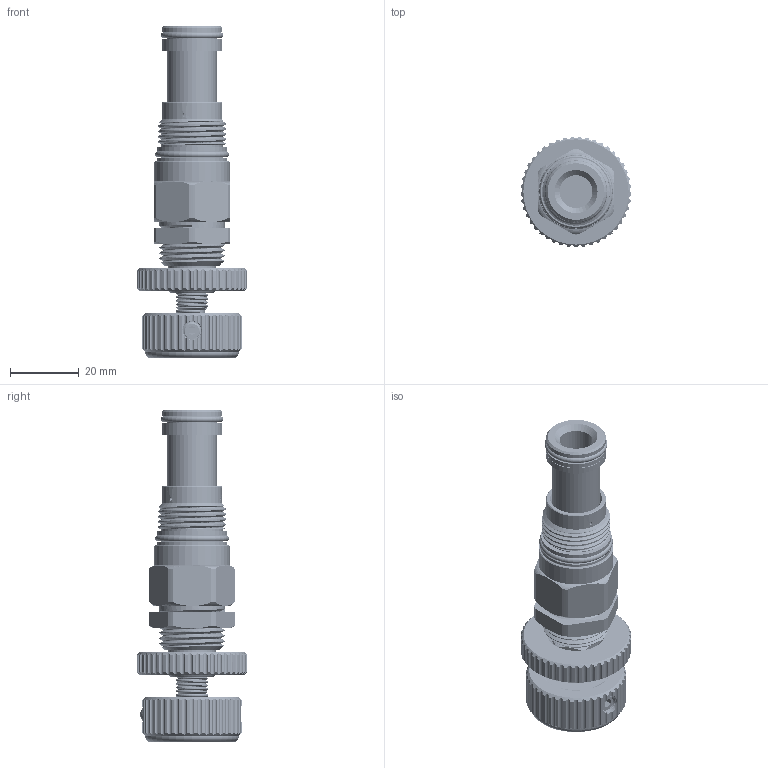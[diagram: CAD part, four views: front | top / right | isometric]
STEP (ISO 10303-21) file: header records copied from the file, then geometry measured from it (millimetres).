
FILE_DESCRIPTION (( 'STEP AP203' ), '1' );
FILE_NAME ('RD10A21-KF.STEP', '2016-08-01T01:34:14', ( '' ), ( '' ), 'SwSTEP 2.0', 'SolidWorks 2012', '' );
FILE_SCHEMA (( 'CONFIG_CONTROL_DESIGN' ));
Products named in the file (1): RD10A21-KF
Bounding box: 32.2 x 32.18 x 96.52 mm (x, y, z)
Volume: 31255.1 mm3; surface area: 16501.3 mm2
Topology: 6 solids, 57 shells, 5076 faces, 11099 edges, 7281 vertices
Faces by surface type: cylinder 3278, plane 1610, cone 74, torus 57, bspline 53, sphere 4
Entity records: 174724 total; most frequent: CARTESIAN_POINT 58189, DIRECTION 27025, ORIENTED_EDGE 22166, AXIS2_PLACEMENT_3D 11689, EDGE_CURVE 11083, VERTEX_POINT 7281, CIRCLE 6665, EDGE_LOOP 6256
